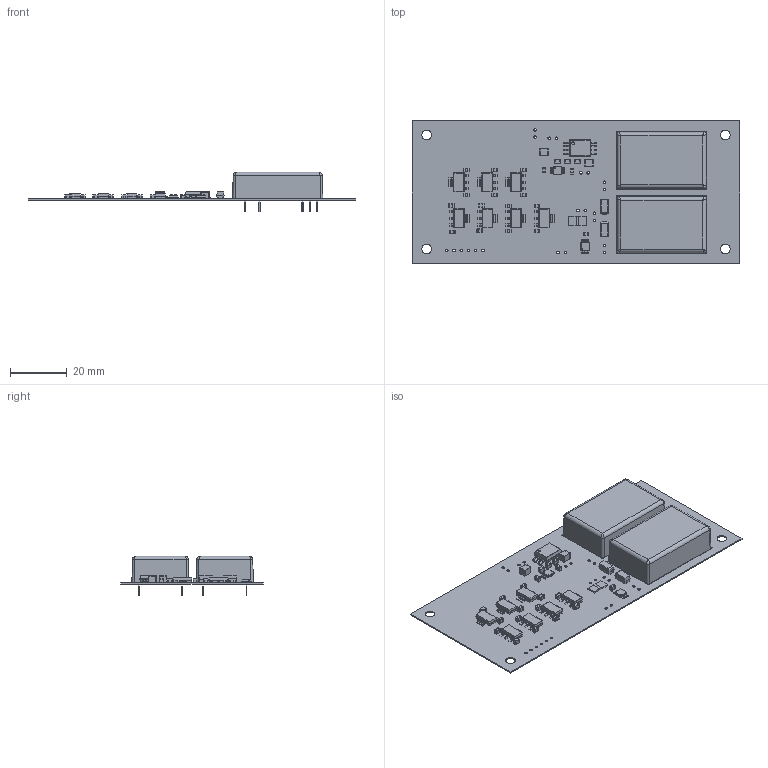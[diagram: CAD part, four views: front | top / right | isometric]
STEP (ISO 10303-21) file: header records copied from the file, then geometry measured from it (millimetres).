
FILE_DESCRIPTION(('Open CASCADE Model'),'2;1');
FILE_NAME('Open CASCADE Shape Model','2018-05-07T10:36:00',('Author'),( 'Open CASCADE'),'Open CASCADE STEP processor 6.8','Open CASCADE 6.8' ,'Unknown');
FILE_SCHEMA(('AUTOMOTIVE_DESIGN { 1 0 10303 214 1 1 1 1 }'));
Length unit declared in the file: millimetre
Products named in the file (99): PCB; Board; B10; TPS7B8250QDGNRQ1; Body; PinsArrayLR; ThermalPad; B9; TEN_8-2412WI; B7; 759780576; Open_CASCADE_STEP_translator_6.8_2.1.1; Lead; Tab; B12; AMC1311BDWVR; R4; 759780440; Mid_Body; Terminal; Open_CASCADE_STEP_translator_6.8_1.2.1; Mark; R3; R2; C17; 837647232; Open_CASCADE_STEP_translator_6.8_1.1.1; Open_CASCADE_STEP_translator_6.8_1.1.2; C16; 820501744; B11; B1; 837647104; B2; B3; 759536912; B4; B5; B6; B8 ...
Assembly tree (129 placements, depth 5):
  PCB
    Board
    B10
      TPS7B8250QDGNRQ1
        Body
        PinsArrayLR
        ThermalPad
    B9
      TEN_8-2412WI
    B7
      759780576
        Body
          Open_CASCADE_STEP_translator_6.8_2.1.1
        Lead  x3
        Tab
    B12
      AMC1311BDWVR
        Body
        PinsArrayLR
    R4
      759780440
        Mid_Body
        Terminal  x2
          Open_CASCADE_STEP_translator_6.8_1.2.1
        Mark
    R3
      759780440
        Mid_Body
        Terminal  x2
          Open_CASCADE_STEP_translator_6.8_1.2.1
        Mark
    R2
      759780440
        Mid_Body
        Terminal  x2
          Open_CASCADE_STEP_translator_6.8_1.2.1
        Mark
    C17
      837647232
        Terminal
          Open_CASCADE_STEP_translator_6.8_1.1.1
          Open_CASCADE_STEP_translator_6.8_1.1.2
        Mid_Body
          Open_CASCADE_STEP_translator_6.8_1.2.1
    C16
      820501744
        Terminal
          Open_CASCADE_STEP_translator_6.8_1.1.1
          Open_CASCADE_STEP_translator_6.8_1.1.2
        Mid_Body
          Open_CASCADE_STEP_translator_6.8_1.2.1
    B11
      TPS7B8250QDGNRQ1
        Body
        PinsArrayLR
        ThermalPad
    B1
      837647104
        Body
          Open_CASCADE_STEP_translator_6.8_2.1.1
Bounding box: 115 x 50 x 13.9 mm (x, y, z)
Volume: 15520.5 mm3; surface area: 17996.5 mm2
Topology: 145 solids, 145 shells, 2670 faces, 5903 edges, 3330 vertices
Faces by surface type: plane 1543, cylinder 855, sphere 208, bspline 64
Full cylindrical faces by diameter (mm): 0.375 x2, 0.75 x18, 0.9 x22, 0.938 x1, 3.4 x4
Entity records: 30707 total; most frequent: CARTESIAN_POINT 6886, DIRECTION 4583, ORIENTED_EDGE 4186, EDGE_CURVE 2093, AXIS2_PLACEMENT_3D 1547, LINE 1489, VECTOR 1489, VERTEX_POINT 1258
